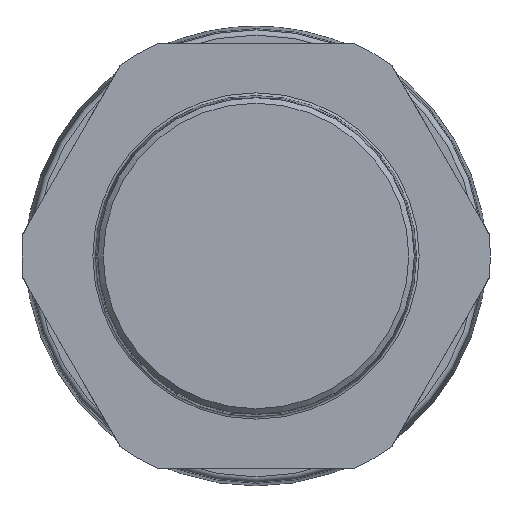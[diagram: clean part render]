
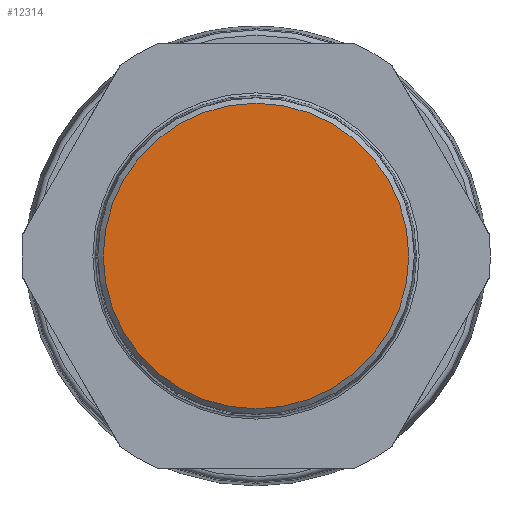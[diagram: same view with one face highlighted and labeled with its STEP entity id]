
A CAD part, left-side view. The second image highlights one B-rep face of the part: STEP entity #12314.
In plain terms, the highlighted planar face has unit normal (-1, 0, 0).
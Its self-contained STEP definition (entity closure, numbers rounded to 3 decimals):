
#899=PLANE('',#13625);
#2650=FACE_OUTER_BOUND('',#3313,.T.);
#3313=EDGE_LOOP('',(#10715));
#4042=CIRCLE('',#13626,28.704);
#5259=VERTEX_POINT('',#26911);
#7087=EDGE_CURVE('',#5259,#5259,#4042,.T.);
#10715=ORIENTED_EDGE('',*,*,#7087,.F.);
#12314=ADVANCED_FACE('',(#2650),#899,.T.);
#13625=AXIS2_PLACEMENT_3D('',#26910,#16605,#16606);
#13626=AXIS2_PLACEMENT_3D('',#26912,#16607,#16608);
#16605=DIRECTION('center_axis',(-1.,0.,0.));
#16606=DIRECTION('ref_axis',(0.,0.,
-1.));
#16607=DIRECTION('center_axis',(1.,0.,0.));
#16608=DIRECTION('ref_axis',(0.,1.,0.));
#26910=CARTESIAN_POINT('Origin',(-31.365,-29.704,0.));
#26911=CARTESIAN_POINT('',(-31.365,-28.704,0.));
#26912=CARTESIAN_POINT('Origin',(-31.365,0.,0.));
